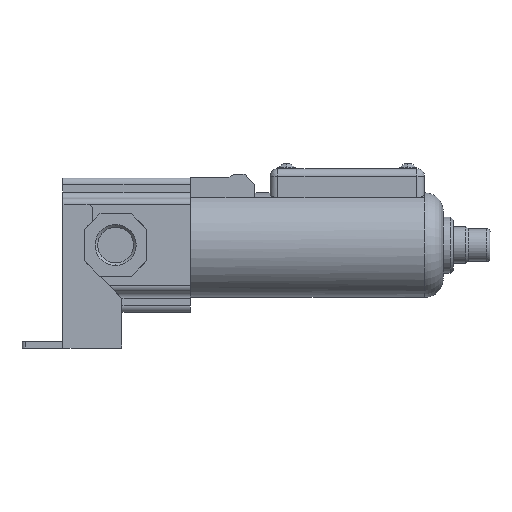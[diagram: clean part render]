
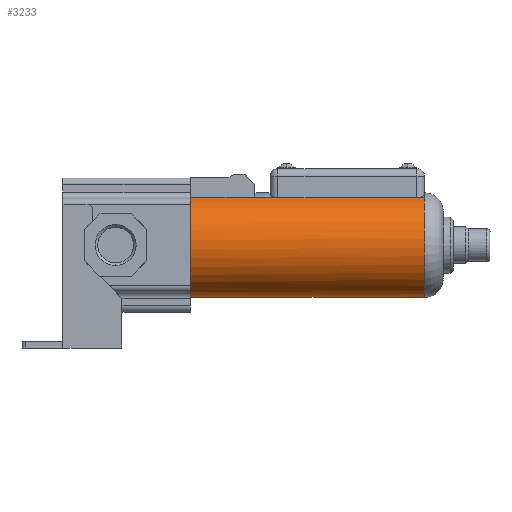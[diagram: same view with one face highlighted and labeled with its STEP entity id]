
A CAD part, left-side view. The second image highlights one B-rep face of the part: STEP entity #3233.
In plain terms, the highlighted cylindrical face has radius 16.75 mm (diameter 33.5 mm), a partial arc.
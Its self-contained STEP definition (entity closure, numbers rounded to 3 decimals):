
#1 = DIRECTION ( 'NONE',  ( 0., 1., 0. ) ) ;
#87 = CARTESIAN_POINT ( 'NONE',  ( -7., -44.5, 15.217 ) ) ;
#369 = VERTEX_POINT ( 'NONE', #842 ) ;
#473 = VERTEX_POINT ( 'NONE', #4116 ) ;
#532 = VECTOR ( 'NONE', #4700, 1000. ) ;
#707 = VECTOR ( 'NONE', #3903, 1000. ) ;
#800 = CARTESIAN_POINT ( 'NONE',  ( -7., -99., 15.217 ) ) ;
#839 = EDGE_CURVE ( 'NONE', #2661, #3326, #2744, .T. ) ;
#842 = CARTESIAN_POINT ( 'NONE',  ( 7., -24., -15.217 ) ) ;
#870 = DIRECTION ( 'NONE',  ( 0., 0., 1. ) ) ;
#885 = ORIENTED_EDGE ( 'NONE', *, *, #2242, .F. ) ;
#951 = ORIENTED_EDGE ( 'NONE', *, *, #4091, .F. ) ;
#1016 = ORIENTED_EDGE ( 'NONE', *, *, #2163, .T. ) ;
#1091 = DIRECTION ( 'NONE',  ( 0., -1., 0. ) ) ;
#1116 = CARTESIAN_POINT ( 'NONE',  ( 0., -99., 0. ) ) ;
#1169 = VECTOR ( 'NONE', #4316, 1000. ) ;
#1258 = VECTOR ( 'NONE', #2890, 1000. ) ;
#1259 = DIRECTION ( 'NONE',  ( 0., -1., 0. ) ) ;
#1534 = CYLINDRICAL_SURFACE ( 'NONE', #4934, 16.75 ) ;
#1821 = VERTEX_POINT ( 'NONE', #800 ) ;
#1899 = DIRECTION ( 'NONE',  ( 0., 1., 0. ) ) ;
#1905 = LINE ( 'NONE', #5108, #532 ) ;
#1962 = LINE ( 'NONE', #3558, #1169 ) ;
#2094 = ORIENTED_EDGE ( 'NONE', *, *, #4914, .F. ) ;
#2160 = AXIS2_PLACEMENT_3D ( 'NONE', #1116, #1091, #2356 ) ;
#2163 = EDGE_CURVE ( 'NONE', #2332, #2673, #1962, .T. ) ;
#2196 = LINE ( 'NONE', #3789, #3379 ) ;
#2242 = EDGE_CURVE ( 'NONE', #1821, #2661, #2507, .T. ) ;
#2268 = CARTESIAN_POINT ( 'NONE',  ( 0., -120., 0. ) ) ;
#2332 = VERTEX_POINT ( 'NONE', #3670 ) ;
#2356 = DIRECTION ( 'NONE',  ( 0., 0., -1. ) ) ;
#2474 = CARTESIAN_POINT ( 'NONE',  ( 7., -99., -15.217 ) ) ;
#2507 = CIRCLE ( 'NONE', #3586, 16.75 ) ;
#2564 = ORIENTED_EDGE ( 'NONE', *, *, #4979, .T. ) ;
#2661 = VERTEX_POINT ( 'NONE', #4442 ) ;
#2673 = VERTEX_POINT ( 'NONE', #87 ) ;
#2744 = CIRCLE ( 'NONE', #2160, 16.75 ) ;
#2822 = CARTESIAN_POINT ( 'NONE',  ( -7., -96.5, 15.217 ) ) ;
#2890 = DIRECTION ( 'NONE',  ( 0., -1., 0. ) ) ;
#2908 = DIRECTION ( 'NONE',  ( 0., 1., 0. ) ) ;
#3016 = VERTEX_POINT ( 'NONE', #2822 ) ;
#3204 = AXIS2_PLACEMENT_3D ( 'NONE', #4799, #1, #870 ) ;
#3233 = ADVANCED_FACE ( 'NONE', ( #4742 ), #1534, .T. ) ;
#3279 = CARTESIAN_POINT ( 'NONE',  ( -7., -120., 15.217 ) ) ;
#3326 = VERTEX_POINT ( 'NONE', #2474 ) ;
#3379 = VECTOR ( 'NONE', #2908, 1000. ) ;
#3558 = CARTESIAN_POINT ( 'NONE',  ( -7., -52., 15.217 ) ) ;
#3586 = AXIS2_PLACEMENT_3D ( 'NONE', #4444, #1259, #4048 ) ;
#3658 = LINE ( 'NONE', #3279, #1258 ) ;
#3670 = CARTESIAN_POINT ( 'NONE',  ( -7., -52., 15.217 ) ) ;
#3703 = EDGE_LOOP ( 'NONE', ( #4889, #885, #2564, #951, #1016, #4156, #5153, #2094 ) ) ;
#3789 = CARTESIAN_POINT ( 'NONE',  ( 7., -99., -15.217 ) ) ;
#3836 = LINE ( 'NONE', #5079, #707 ) ;
#3862 = CIRCLE ( 'NONE', #3204, 16.75 ) ;
#3903 = DIRECTION ( 'NONE',  ( 0., 1., 0. ) ) ;
#4048 = DIRECTION ( 'NONE',  ( 0., 0., -1. ) ) ;
#4091 = EDGE_CURVE ( 'NONE', #2332, #3016, #1905, .T. ) ;
#4116 = CARTESIAN_POINT ( 'NONE',  ( -7., -24., 15.217 ) ) ;
#4156 = ORIENTED_EDGE ( 'NONE', *, *, #4350, .F. ) ;
#4316 = DIRECTION ( 'NONE',  ( 0., 1., 0. ) ) ;
#4350 = EDGE_CURVE ( 'NONE', #473, #2673, #3658, .T. ) ;
#4442 = CARTESIAN_POINT ( 'NONE',  ( 0., -99., -16.75 ) ) ;
#4444 = CARTESIAN_POINT ( 'NONE',  ( 0., -99., 0. ) ) ;
#4662 = EDGE_CURVE ( 'NONE', #369, #473, #3862, .T. ) ;
#4693 = DIRECTION ( 'NONE',  ( 0.908, 0., 0.418 ) ) ;
#4700 = DIRECTION ( 'NONE',  ( 0., -1., 0. ) ) ;
#4742 = FACE_OUTER_BOUND ( 'NONE', #3703, .T. ) ;
#4799 = CARTESIAN_POINT ( 'NONE',  ( 0., -24., 0. ) ) ;
#4889 = ORIENTED_EDGE ( 'NONE', *, *, #839, .F. ) ;
#4914 = EDGE_CURVE ( 'NONE', #3326, #369, #2196, .T. ) ;
#4934 = AXIS2_PLACEMENT_3D ( 'NONE', #2268, #1899, #4693 ) ;
#4979 = EDGE_CURVE ( 'NONE', #1821, #3016, #3836, .T. ) ;
#5079 = CARTESIAN_POINT ( 'NONE',  ( -7., -99., 15.217 ) ) ;
#5108 = CARTESIAN_POINT ( 'NONE',  ( -7., -120., 15.217 ) ) ;
#5153 = ORIENTED_EDGE ( 'NONE', *, *, #4662, .F. ) ;
